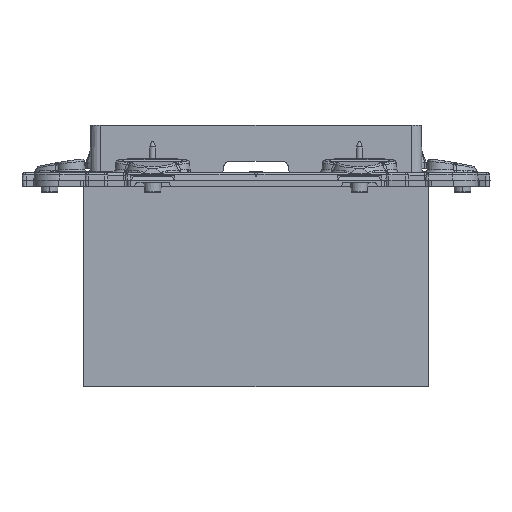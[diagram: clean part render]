
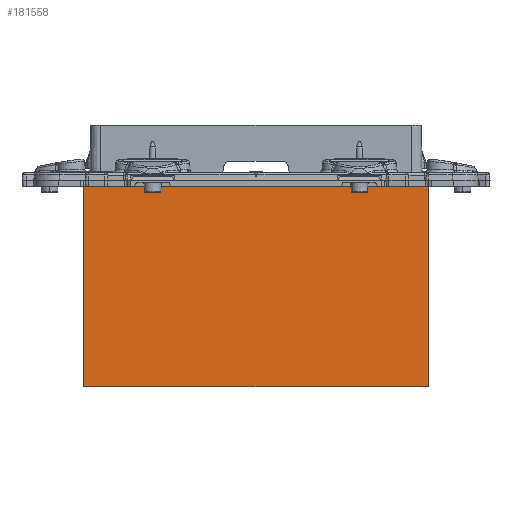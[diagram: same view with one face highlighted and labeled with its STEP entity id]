
A CAD part, left-side view. The second image highlights one B-rep face of the part: STEP entity #181558.
In plain terms, the highlighted planar face has unit normal (-1, 0, 0).
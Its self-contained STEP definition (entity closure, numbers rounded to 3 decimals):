
#181536=AXIS2_PLACEMENT_3D('Plane Axis2P3D',#181533,#181534,#181535) ;
#131=CARTESIAN_POINT('Vertex',(-27.5,9.38,0.)) ;
#134=CARTESIAN_POINT('Line Origine',(-27.5,6.749,0.)) ;
#138=CARTESIAN_POINT('Vertex',(-27.5,4.117,0.)) ;
#13809=CARTESIAN_POINT('Vertex',(-27.5,27.5,0.)) ;
#13812=CARTESIAN_POINT('Line Origine',(-27.5,18.44,0.)) ;
#13817=CARTESIAN_POINT('Line Origine',(-27.5,-11.692,0.)) ;
#13821=CARTESIAN_POINT('Vertex',(-27.5,-27.5,0.)) ;
#181506=CARTESIAN_POINT('Vertex',(-27.5,27.5,-32.)) ;
#181509=CARTESIAN_POINT('Line Origine',(-27.5,27.5,-16.)) ;
#181533=CARTESIAN_POINT('Axis2P3D Location',(-27.5,-27.5,0.)) ;
#181538=CARTESIAN_POINT('Line Origine',(-27.5,0.,-32.)) ;
#181542=CARTESIAN_POINT('Vertex',(-27.5,-27.5,-32.)) ;
#181545=CARTESIAN_POINT('Line Origine',(-27.5,-27.5,-16.)) ;
#135=DIRECTION('Vector Direction',(0.,1.,0.)) ;
#13813=DIRECTION('Vector Direction',(0.,1.,0.)) ;
#13818=DIRECTION('Vector Direction',(0.,1.,0.)) ;
#181510=DIRECTION('Vector Direction',(0.,0.,-1.)) ;
#181534=DIRECTION('Axis2P3D Direction',(-1.,0.,0.)) ;
#181535=DIRECTION('Axis2P3D XDirection',(0.,1.,0.)) ;
#181539=DIRECTION('Vector Direction',(0.,1.,0.)) ;
#181546=DIRECTION('Vector Direction',(0.,0.,-1.)) ;
#136=VECTOR('Line Direction',#135,1.) ;
#13814=VECTOR('Line Direction',#13813,1.) ;
#13819=VECTOR('Line Direction',#13818,1.) ;
#181511=VECTOR('Line Direction',#181510,1.) ;
#181540=VECTOR('Line Direction',#181539,1.) ;
#181547=VECTOR('Line Direction',#181546,1.) ;
#181551=ORIENTED_EDGE('',*,*,#181544,.T.) ;
#181552=ORIENTED_EDGE('',*,*,#181549,.F.) ;
#181553=ORIENTED_EDGE('',*,*,#13823,.F.) ;
#181554=ORIENTED_EDGE('',*,*,#140,.F.) ;
#181555=ORIENTED_EDGE('',*,*,#13816,.F.) ;
#181556=ORIENTED_EDGE('',*,*,#181513,.T.) ;
#181558=ADVANCED_FACE('PartBody',(#181557),#181537,.T.) ;
#140=EDGE_CURVE('',#132,#139,#137,.F.) ;
#13816=EDGE_CURVE('',#13810,#132,#13815,.F.) ;
#13823=EDGE_CURVE('',#139,#13822,#13820,.F.) ;
#181513=EDGE_CURVE('',#13810,#181507,#181512,.T.) ;
#181544=EDGE_CURVE('',#181507,#181543,#181541,.F.) ;
#181549=EDGE_CURVE('',#13822,#181543,#181548,.T.) ;
#181550=EDGE_LOOP('',(#181551,#181552,#181553,#181554,#181555,#181556)) ;
#181557=FACE_OUTER_BOUND('',#181550,.T.) ;
#137=LINE('Line',#134,#136) ;
#13815=LINE('Line',#13812,#13814) ;
#13820=LINE('Line',#13817,#13819) ;
#181512=LINE('Line',#181509,#181511) ;
#181541=LINE('Line',#181538,#181540) ;
#181548=LINE('Line',#181545,#181547) ;
#181537=PLANE('',#181536) ;
#132=VERTEX_POINT('',#131) ;
#139=VERTEX_POINT('',#138) ;
#13810=VERTEX_POINT('',#13809) ;
#13822=VERTEX_POINT('',#13821) ;
#181507=VERTEX_POINT('',#181506) ;
#181543=VERTEX_POINT('',#181542) ;
